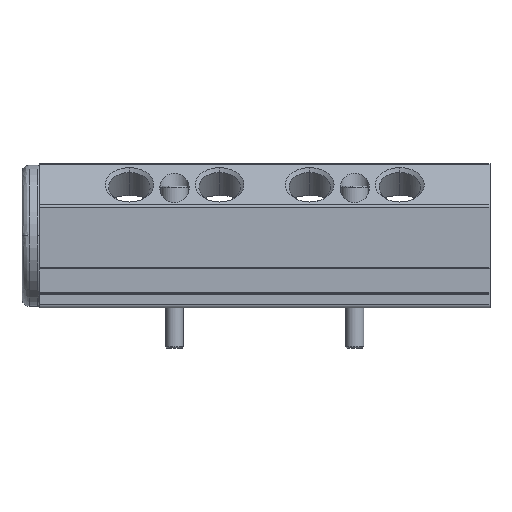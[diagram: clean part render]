
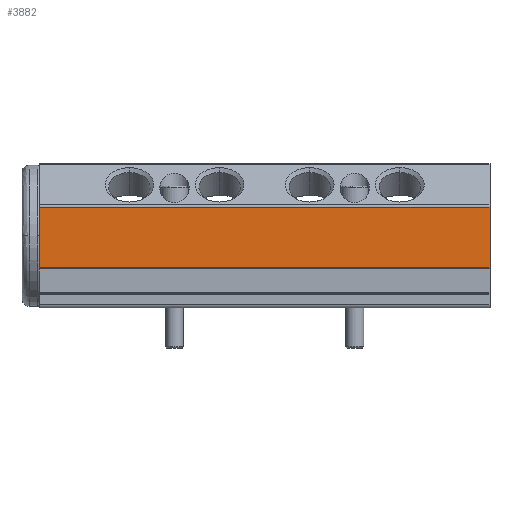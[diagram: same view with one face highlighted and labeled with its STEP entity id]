
A CAD part, front view. The second image highlights one B-rep face of the part: STEP entity #3882.
In plain terms, the highlighted planar face has unit normal (0, -1, 0).
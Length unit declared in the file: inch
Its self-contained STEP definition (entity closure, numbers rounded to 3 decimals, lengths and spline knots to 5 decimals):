
#431 = CARTESIAN_POINT ( 'NONE',  ( 0., -0.99983, -0.43992 ) ) ;
#622 = ORIENTED_EDGE ( 'NONE', *, *, #4260, .T. ) ;
#696 = DIRECTION ( 'NONE',  ( 0., 0., -1. ) ) ;
#833 = VECTOR ( 'NONE', #5754, 39.37008 ) ;
#1555 = VECTOR ( 'NONE', #4604, 39.37008 ) ;
#1713 = LINE ( 'NONE', #6430, #6876 ) ;
#1720 = LINE ( 'NONE', #3975, #833 ) ;
#1787 = DIRECTION ( 'NONE',  ( 1., 0., 0. ) ) ;
#2038 = VECTOR ( 'NONE', #5621, 39.37008 ) ;
#2173 = EDGE_LOOP ( 'NONE', ( #5767, #5670, #5842, #622 ) ) ;
#2309 = CARTESIAN_POINT ( 'NONE',  ( 0., -0.99983, 0.39343 ) ) ;
#2419 = LINE ( 'NONE', #2309, #1555 ) ;
#2727 = CARTESIAN_POINT ( 'NONE',  ( 0., -0.99983, 0.39343 ) ) ;
#3519 = PLANE ( 'NONE',  #3945 ) ;
#3585 = CARTESIAN_POINT ( 'NONE',  ( -6.25, -0.99983, 0.39343 ) ) ;
#3724 = EDGE_CURVE ( 'NONE', #4168, #5939, #1720, .T. ) ;
#3882 = ADVANCED_FACE ( 'NONE', ( #4539 ), #3519, .T. ) ;
#3945 = AXIS2_PLACEMENT_3D ( 'NONE', #4614, #5336, #696 ) ;
#3975 = CARTESIAN_POINT ( 'NONE',  ( 0., -0.99983, -0.40147 ) ) ;
#4168 = VERTEX_POINT ( 'NONE', #2727 ) ;
#4190 = VERTEX_POINT ( 'NONE', #3585 ) ;
#4260 = EDGE_CURVE ( 'NONE', #4168, #4190, #2419, .T. ) ;
#4446 = EDGE_CURVE ( 'NONE', #4190, #5456, #5663, .T. ) ;
#4518 = CARTESIAN_POINT ( 'NONE',  ( -6.25, -0.99983, -0.43992 ) ) ;
#4539 = FACE_OUTER_BOUND ( 'NONE', #2173, .T. ) ;
#4604 = DIRECTION ( 'NONE',  ( -1., 0., 0. ) ) ;
#4614 = CARTESIAN_POINT ( 'NONE',  ( 0., -0.99983, 0.41414 ) ) ;
#5091 = CARTESIAN_POINT ( 'NONE',  ( -6.25, -0.99983, -0.40147 ) ) ;
#5336 = DIRECTION ( 'NONE',  ( 0., -1., 0. ) ) ;
#5456 = VERTEX_POINT ( 'NONE', #4518 ) ;
#5621 = DIRECTION ( 'NONE',  ( 0., 0., -1. ) ) ;
#5663 = LINE ( 'NONE', #5091, #2038 ) ;
#5670 = ORIENTED_EDGE ( 'NONE', *, *, #6163, .T. ) ;
#5754 = DIRECTION ( 'NONE',  ( 0., 0., -1. ) ) ;
#5767 = ORIENTED_EDGE ( 'NONE', *, *, #4446, .T. ) ;
#5842 = ORIENTED_EDGE ( 'NONE', *, *, #3724, .F. ) ;
#5939 = VERTEX_POINT ( 'NONE', #431 ) ;
#6163 = EDGE_CURVE ( 'NONE', #5456, #5939, #1713, .T. ) ;
#6430 = CARTESIAN_POINT ( 'NONE',  ( 0., -0.99983, -0.43992 ) ) ;
#6876 = VECTOR ( 'NONE', #1787, 39.37008 ) ;
